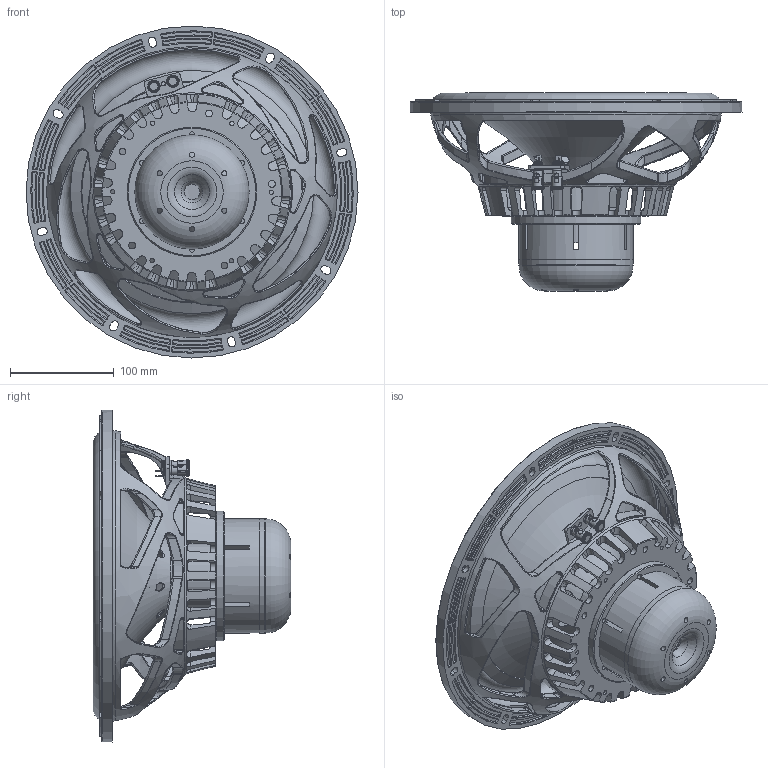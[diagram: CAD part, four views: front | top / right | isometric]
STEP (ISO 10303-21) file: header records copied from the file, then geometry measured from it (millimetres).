
FILE_DESCRIPTION (( 'STEP AP203' ), '1' );
FILE_NAME ('270 3D.STEP', '2023-05-17T10:00:33', ( '' ), ( '' ), 'SwSTEP 2.0', 'SolidWorks 2020', '' );
FILE_SCHEMA (( 'CONFIG_CONTROL_DESIGN' ));
Length unit declared in the file: millimetre
Products named in the file (1): 270 3D
Bounding box: 320.35 x 190.98 x 320.35 mm (x, y, z)
Surface area: 504546.3 mm2 (no closed solid volume)
Topology: 0 solids, 40 shells, 1274 faces, 4250 edges, 2828 vertices
Faces by surface type: bspline 408, cylinder 292, plane 282, torus 140, cone 85, sphere 67
Full cylindrical faces by diameter (mm): 2 x2, 4 x1, 4.2 x8, 4.7 x5, 5 x12, 6 x1, 6.5 x5, 8 x10, 8.4 x2, 8.5 x2, 9 x1, 9.5 x4, 10 x4, 12 x2, 15.3 x1, 64 x1, 64.25 x1, 65.88 x1, 78.4 x1, 110.2 x2, 125 x1
Entity records: 87984 total; most frequent: CARTESIAN_POINT 56103, ORIENTED_EDGE 6931, DIRECTION 5411, EDGE_CURVE 4059, VERTEX_POINT 2762, AXIS2_PLACEMENT_3D 2263, B_SPLINE_CURVE_WITH_KNOTS 1732, EDGE_LOOP 1574
